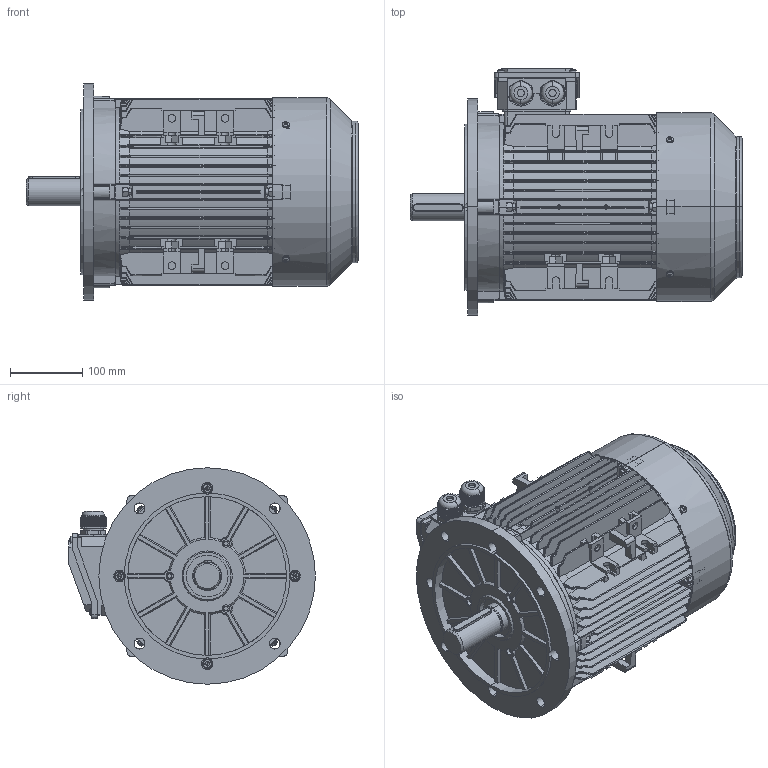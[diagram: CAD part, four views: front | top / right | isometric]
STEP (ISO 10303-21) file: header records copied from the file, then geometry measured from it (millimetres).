
FILE_DESCRIPTION (( 'STEP AP203' ), '1' );
FILE_NAME ('T132S B5蚾饜芞.STEP', '2015-04-08T06:49:24', ( 'USER' ), ( 'MS' ), 'SwSTEP 2.0', 'SolidWorks 2008', '' );
FILE_SCHEMA (( 'CONFIG_CONTROL_DESIGN' ));
Length unit declared in the file: millimetre
Products named in the file (14): T132S转轴_默认; 112-132出线螺套_默认; 132风叶_默认; Cross recessed thread forming screws GB_GB_CROSS_SCREWS_TYPE138 M5X12-N; Plain parallel keys_GB_CONNECTING_PIECE_KEYS_CSK 10X70; T132S B5蚾饜芞; T132S机壳_默认; TA132B5法兰1_默认; T100-132斜接线盒座_默认; TA100-132斜接线盒盖_默认; TA132后盖1_默认; TA132风罩_默认; Hexagon nuts grade C GB_GB_FASTENER_NUT_SNC1 M8-N; Hexagon socket head cap screws GB_GB_FASTENER_SCREWS_HSHCS M8X35-N
Assembly tree (35 placements, depth 2):
  T132S B5蚾饜芞
    Hexagon socket head cap screws GB_GB_FASTENER_SCREWS_HSHCS M8X35-N  x8
    T132S转轴_默认
    Cross recessed thread forming screws GB_GB_CROSS_SCREWS_TYPE138 M5X12-N  x8
    T132S机壳_默认
    Hexagon nuts grade C GB_GB_FASTENER_NUT_SNC1 M8-N  x8
    TA132B5法兰1_默认
    112-132出线螺套_默认  x2
    Plain parallel keys_GB_CONNECTING_PIECE_KEYS_CSK 10X70
    132风叶_默认
    TA132后盖1_默认
    TA100-132斜接线盒盖_默认
    TA132风罩_默认
    T100-132斜接线盒座_默认
Bounding box: 460 x 342 x 300 mm (x, y, z)
Volume: 3580949.6 mm3; surface area: 1718735.3 mm2
Topology: 35 solids, 35 shells, 5132 faces, 13985 edges, 8879 vertices
Faces by surface type: plane 2699, cylinder 1238, bspline 687, cone 356, torus 124, sphere 28
Entity records: 169327 total; most frequent: CARTESIAN_POINT 61908, ORIENTED_EDGE 24114, DIRECTION 18986, EDGE_CURVE 12057, VERTEX_POINT 7744, VECTOR 6658, LINE 6658, AXIS2_PLACEMENT_3D 6164
